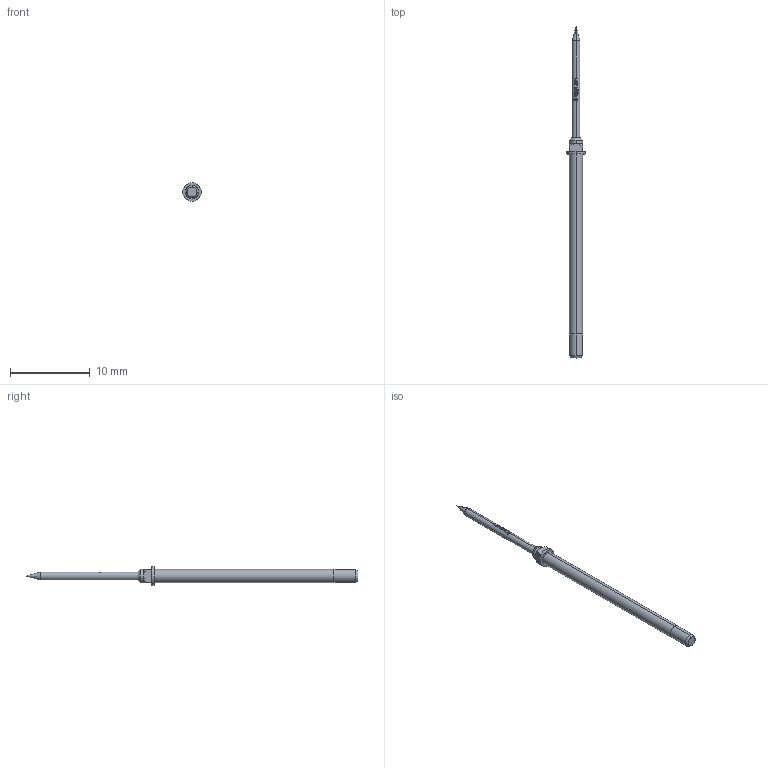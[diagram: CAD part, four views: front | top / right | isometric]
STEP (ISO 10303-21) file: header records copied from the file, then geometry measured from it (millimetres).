
FILE_DESCRIPTION (( 'STEP AP203' ), '1' );
FILE_NAME ('INGUN_GKS-112_251_100_A_xx02_M-L2.STEP', '2022-01-14T09:41:28', ( 'ochi' ), ( '' ), 'SwSTEP 2.0', 'SolidWorks 2018', '' );
FILE_SCHEMA (( 'CONFIG_CONTROL_DESIGN' ));
Length unit declared in the file: millimetre
Products named in the file (1): INGUN_GKS-112_251_100_A_xx02_M-L2
Bounding box: 2.3 x 41.5 x 2.3 mm (x, y, z)
Volume: 69.5 mm3; surface area: 190.8 mm2
Topology: 1 solids, 1 shells, 104 faces, 285 edges, 185 vertices
Faces by surface type: plane 52, bspline 22, cylinder 20, cone 10
Entity records: 3654 total; most frequent: CARTESIAN_POINT 1113, ORIENTED_EDGE 566, DIRECTION 447, EDGE_CURVE 283, VERTEX_POINT 185, AXIS2_PLACEMENT_3D 175, EDGE_LOOP 108, FACE_OUTER_BOUND 104
